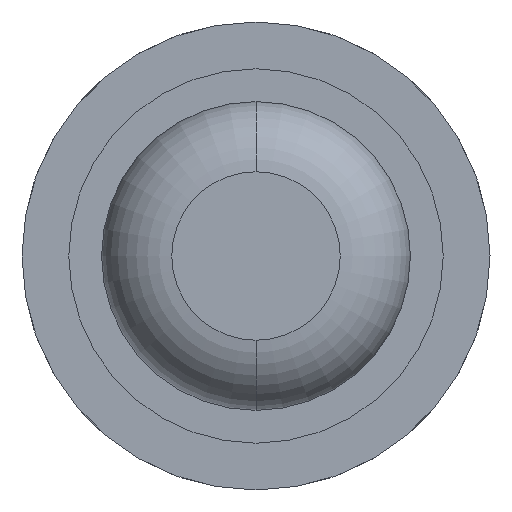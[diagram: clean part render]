
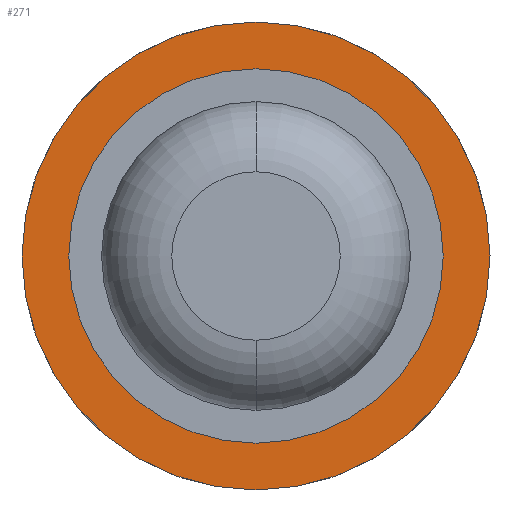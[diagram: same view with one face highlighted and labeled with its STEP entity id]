
A CAD part, front view. The second image highlights one B-rep face of the part: STEP entity #271.
In plain terms, the highlighted planar face has unit normal (0, -1, 0).
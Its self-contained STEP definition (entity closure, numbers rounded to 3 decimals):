
#13 = EDGE_CURVE ( 'Defeature ausgef�hrt1_26+Defeature ausgef�hrt1_27+Defeature ausgef�hrt1_27+Defeature ausgef�hrt1_27', #4204, #805, #4860, .T. ) ;
#271 = ADVANCED_FACE ( 'Defeature ausgef�hrt1_26', ( #989, #5382 ), #2906, .T. ) ;
#356 = CARTESIAN_POINT ( 'NONE',  ( 0., 5.3, 1.25 ) ) ;
#552 = DIRECTION ( 'NONE',  ( 0., 0., -1. ) ) ;
#708 = EDGE_LOOP ( 'NONE', ( #1815, #5221 ) ) ;
#805 = VERTEX_POINT ( 'NONE', #356 ) ;
#853 = CIRCLE ( 'NONE', #3966, 0.5 ) ;
#918 = CARTESIAN_POINT ( 'NONE',  ( 0., 5.3, 0. ) ) ;
#940 = DIRECTION ( 'NONE',  ( 0., 0., -1. ) ) ;
#989 = FACE_OUTER_BOUND ( 'NONE', #4252, .T. ) ;
#1134 = CIRCLE ( 'NONE', #4786, 1.25 ) ;
#1596 = CARTESIAN_POINT ( 'NONE',  ( 0., 5.3, 0. ) ) ;
#1681 = AXIS2_PLACEMENT_3D ( 'NONE', #5028, #2553, #1693 ) ;
#1693 = DIRECTION ( 'NONE',  ( 0., 0., -1. ) ) ;
#1815 = ORIENTED_EDGE ( 'NONE', *, *, #2853, .F. ) ;
#2039 = DIRECTION ( 'NONE',  ( 0., 0., -1. ) ) ;
#2166 = CARTESIAN_POINT ( 'NONE',  ( 0., 5.3, 0.5 ) ) ;
#2287 = CIRCLE ( 'NONE', #2419, 0.5 ) ;
#2419 = AXIS2_PLACEMENT_3D ( 'NONE', #918, #5114, #552 ) ;
#2438 = VERTEX_POINT ( 'NONE', #2166 ) ;
#2536 = CARTESIAN_POINT ( 'NONE',  ( 0., 5.3, 0. ) ) ;
#2553 = DIRECTION ( 'NONE',  ( 0., -1., 0. ) ) ;
#2853 = EDGE_CURVE ( 'Defeature ausgef�hrt1_25+Defeature ausgef�hrt1_26+Defeature ausgef�hrt1_26+Defeature ausgef�hrt1_26', #4997, #2438, #2287, .T. ) ;
#2906 = PLANE ( 'NONE',  #1681 ) ;
#3008 = DIRECTION ( 'NONE',  ( 0., 0., -1. ) ) ;
#3234 = DIRECTION ( 'NONE',  ( 0., -1., 0. ) ) ;
#3352 = CARTESIAN_POINT ( 'NONE',  ( 0., 5.3, -1.25 ) ) ;
#3966 = AXIS2_PLACEMENT_3D ( 'NONE', #2536, #4197, #3008 ) ;
#4110 = EDGE_CURVE ( 'Defeature ausgef�hrt1_26+Defeature ausgef�hrt1_27+Defeature ausgef�hrt1_27+Defeature ausgef�hrt1_27', #805, #4204, #1134, .T. ) ;
#4168 = CARTESIAN_POINT ( 'NONE',  ( 0., 5.3, -0.5 ) ) ;
#4197 = DIRECTION ( 'NONE',  ( 0., -1., 0. ) ) ;
#4204 = VERTEX_POINT ( 'NONE', #3352 ) ;
#4252 = EDGE_LOOP ( 'NONE', ( #4621, #5247 ) ) ;
#4405 = AXIS2_PLACEMENT_3D ( 'NONE', #4616, #4655, #940 ) ;
#4616 = CARTESIAN_POINT ( 'NONE',  ( 0., 5.3, 0. ) ) ;
#4619 = EDGE_CURVE ( 'Defeature ausgef�hrt1_25+Defeature ausgef�hrt1_26+Defeature ausgef�hrt1_26+Defeature ausgef�hrt1_26', #2438, #4997, #853, .T. ) ;
#4621 = ORIENTED_EDGE ( 'NONE', *, *, #13, .T. ) ;
#4655 = DIRECTION ( 'NONE',  ( 0., -1., 0. ) ) ;
#4786 = AXIS2_PLACEMENT_3D ( 'NONE', #1596, #3234, #2039 ) ;
#4860 = CIRCLE ( 'NONE', #4405, 1.25 ) ;
#4997 = VERTEX_POINT ( 'NONE', #4168 ) ;
#5028 = CARTESIAN_POINT ( 'NONE',  ( 1.25, 5.3, 0. ) ) ;
#5114 = DIRECTION ( 'NONE',  ( 0., -1., 0. ) ) ;
#5221 = ORIENTED_EDGE ( 'NONE', *, *, #4619, .F. ) ;
#5247 = ORIENTED_EDGE ( 'NONE', *, *, #4110, .T. ) ;
#5382 = FACE_BOUND ( 'NONE', #708, .T. ) ;
